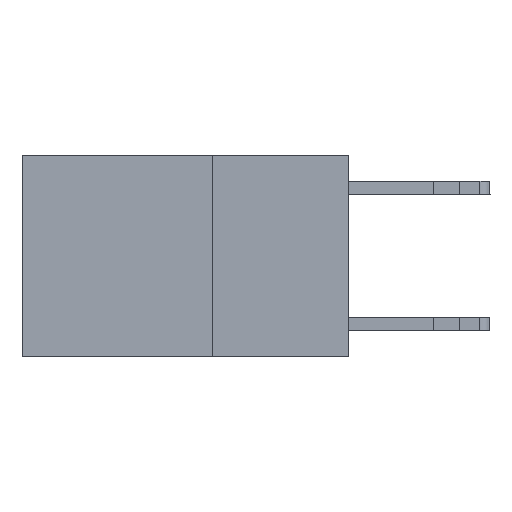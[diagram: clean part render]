
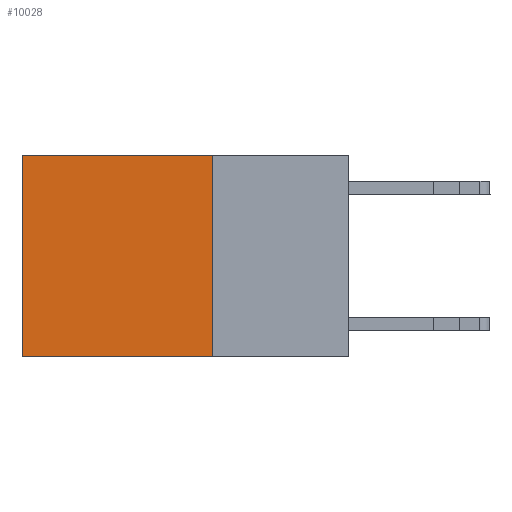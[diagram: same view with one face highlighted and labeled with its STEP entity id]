
A CAD part, left-side view. The second image highlights one B-rep face of the part: STEP entity #10028.
In plain terms, the highlighted planar face has unit normal (-1, 0, 0).
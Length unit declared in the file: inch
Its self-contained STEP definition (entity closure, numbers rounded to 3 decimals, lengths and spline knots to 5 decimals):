
#7 = VERTEX_POINT ( 'NONE', #3078 ) ;
#1419 = EDGE_CURVE ( 'NONE', #7, #7355, #2329, .T. ) ;
#2196 = DIRECTION ( 'NONE',  ( 0., 0., -1. ) ) ;
#2226 = CARTESIAN_POINT ( 'NONE',  ( 0.2625, 0.6, -0.37 ) ) ;
#2329 = LINE ( 'NONE', #10495, #14580 ) ;
#3078 = CARTESIAN_POINT ( 'NONE',  ( 0.2625, 0.6, 0. ) ) ;
#3145 = PLANE ( 'NONE',  #11115 ) ;
#5049 = EDGE_CURVE ( 'NONE', #13899, #7355, #7814, .T. ) ;
#5083 = DIRECTION ( 'NONE',  ( 0., 1., 0. ) ) ;
#5476 = LINE ( 'NONE', #13908, #13075 ) ;
#6544 = CARTESIAN_POINT ( 'NONE',  ( 0.2625, 0.25, 0. ) ) ;
#6796 = VERTEX_POINT ( 'NONE', #9893 ) ;
#7194 = CARTESIAN_POINT ( 'NONE',  ( 0.2625, 0.25, 0. ) ) ;
#7355 = VERTEX_POINT ( 'NONE', #2226 ) ;
#7814 = LINE ( 'NONE', #9159, #8173 ) ;
#8009 = CARTESIAN_POINT ( 'NONE',  ( 0.2625, 0.25, -0.37 ) ) ;
#8173 = VECTOR ( 'NONE', #13568, 39.37008 ) ;
#9051 = DIRECTION ( 'NONE',  ( 1., 0., 0. ) ) ;
#9137 = ORIENTED_EDGE ( 'NONE', *, *, #12364, .F. ) ;
#9159 = CARTESIAN_POINT ( 'NONE',  ( 0.2625, 0.25, -0.37 ) ) ;
#9203 = ORIENTED_EDGE ( 'NONE', *, *, #1419, .T. ) ;
#9514 = EDGE_LOOP ( 'NONE', ( #9203, #10715, #9137, #9818 ) ) ;
#9818 = ORIENTED_EDGE ( 'NONE', *, *, #13287, .T. ) ;
#9893 = CARTESIAN_POINT ( 'NONE',  ( 0.2625, 0.25, 0. ) ) ;
#10028 = ADVANCED_FACE ( 'NONE', ( #11312 ), #3145, .F. ) ;
#10495 = CARTESIAN_POINT ( 'NONE',  ( 0.2625, 0.6, 0. ) ) ;
#10715 = ORIENTED_EDGE ( 'NONE', *, *, #5049, .F. ) ;
#11115 = AXIS2_PLACEMENT_3D ( 'NONE', #6544, #9051, #12523 ) ;
#11312 = FACE_OUTER_BOUND ( 'NONE', #9514, .T. ) ;
#12364 = EDGE_CURVE ( 'NONE', #6796, #13899, #5476, .T. ) ;
#12523 = DIRECTION ( 'NONE',  ( 0., 0., -1. ) ) ;
#13075 = VECTOR ( 'NONE', #13566, 39.37008 ) ;
#13086 = LINE ( 'NONE', #7194, #14825 ) ;
#13287 = EDGE_CURVE ( 'NONE', #6796, #7, #13086, .T. ) ;
#13566 = DIRECTION ( 'NONE',  ( 0., 0., -1. ) ) ;
#13568 = DIRECTION ( 'NONE',  ( 0., 1., 0. ) ) ;
#13899 = VERTEX_POINT ( 'NONE', #8009 ) ;
#13908 = CARTESIAN_POINT ( 'NONE',  ( 0.2625, 0.25, 0. ) ) ;
#14580 = VECTOR ( 'NONE', #2196, 39.37008 ) ;
#14825 = VECTOR ( 'NONE', #5083, 39.37008 ) ;
